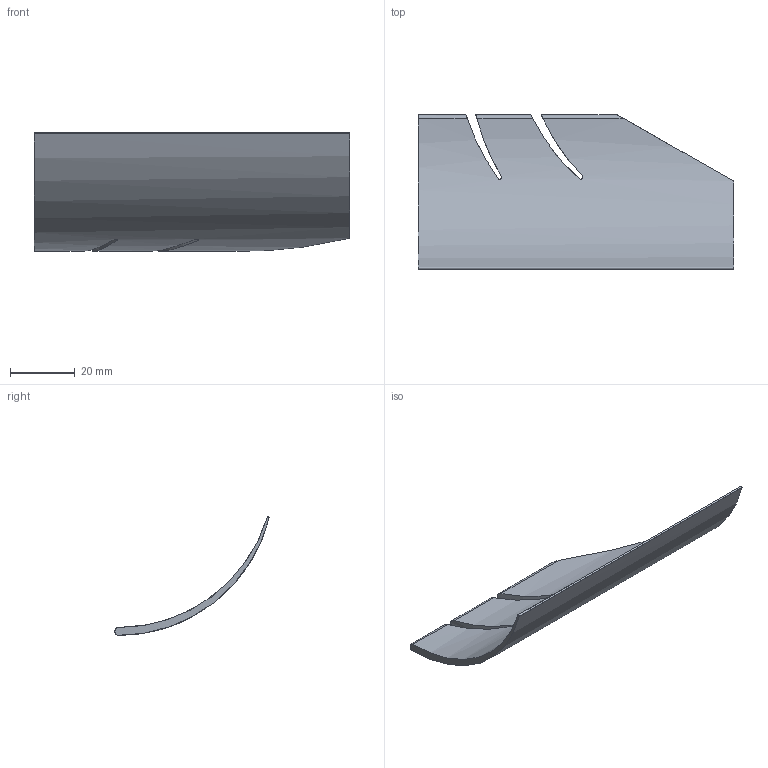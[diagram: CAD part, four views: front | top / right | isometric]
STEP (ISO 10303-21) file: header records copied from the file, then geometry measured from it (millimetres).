
FILE_DESCRIPTION (( 'STEP AP214' ), '1' );
FILE_NAME ('Air Guide.STEP', '2023-09-06T16:58:11', ( '' ), ( '' ), 'SwSTEP 2.0', 'SolidWorks 2023', '' );
FILE_SCHEMA (( 'AUTOMOTIVE_DESIGN' ));
Length unit declared in the file: millimetre
Products named in the file (1): Air Guide
Bounding box: 97 x 47.5 x 36.5 mm (x, y, z)
Volume: 9730.1 mm3; surface area: 12008.8 mm2
Topology: 1 solids, 1 shells, 17 faces, 45 edges, 30 vertices
Faces by surface type: cylinder 14, plane 3
Entity records: 714 total; most frequent: CARTESIAN_POINT 301, ORIENTED_EDGE 90, DIRECTION 69, EDGE_CURVE 45, VERTEX_POINT 30, AXIS2_PLACEMENT_3D 27, B_SPLINE_CURVE_WITH_KNOTS 18, ADVANCED_FACE 17
